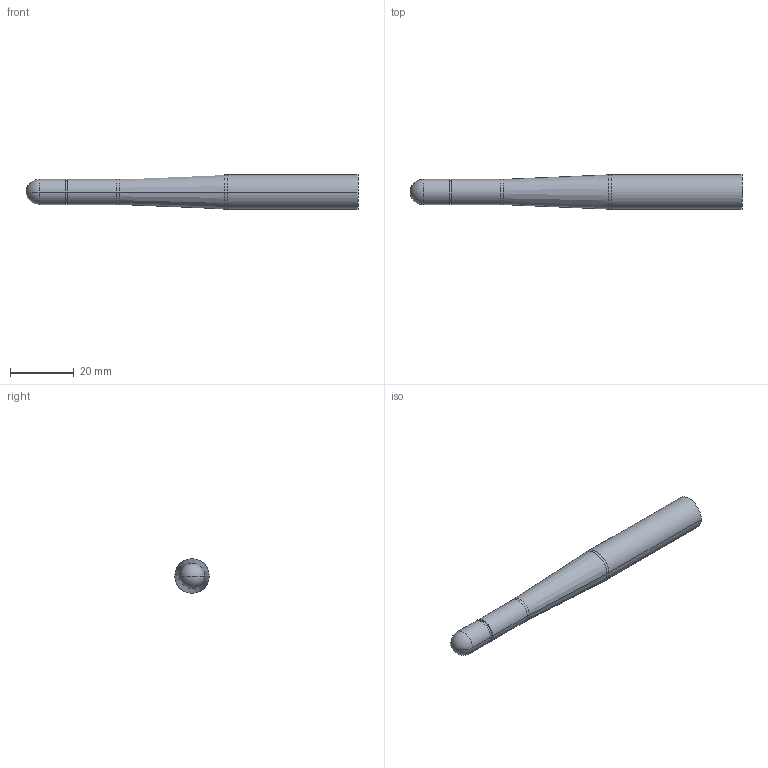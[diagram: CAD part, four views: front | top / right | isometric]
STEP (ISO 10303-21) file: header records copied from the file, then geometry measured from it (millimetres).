
FILE_DESCRIPTION (( 'STEP AP214' ), '1' );
FILE_NAME ('FMANRBD1043_3D.step', '2023-04-10T17:59:40', ( '' ), ( '' ), 'SwSTEP 2.0', 'SolidWorks 2022', '' );
FILE_SCHEMA (( 'AUTOMOTIVE_DESIGN' ));
Length unit declared in the file: inch
Products named in the file (1): FMANRBD1043_3D
Bounding box: 104.14 x 10.77 x 10.77 mm (x, y, z)
Volume: 7447.9 mm3; surface area: 3216.5 mm2
Topology: 1 solids, 1 shells, 19 faces, 38 edges, 21 vertices
Faces by surface type: cylinder 8, torus 6, plane 3, cone 2
Entity records: 771 total; most frequent: DIRECTION 102, CARTESIAN_POINT 77, ORIENTED_EDGE 72, AXIS2_PLACEMENT_3D 46, EDGE_CURVE 36, CIRCLE 26, UNCERTAINTY_MEASURE_WITH_UNIT 22, LENGTH_MEASURE_WITH_UNIT 22
